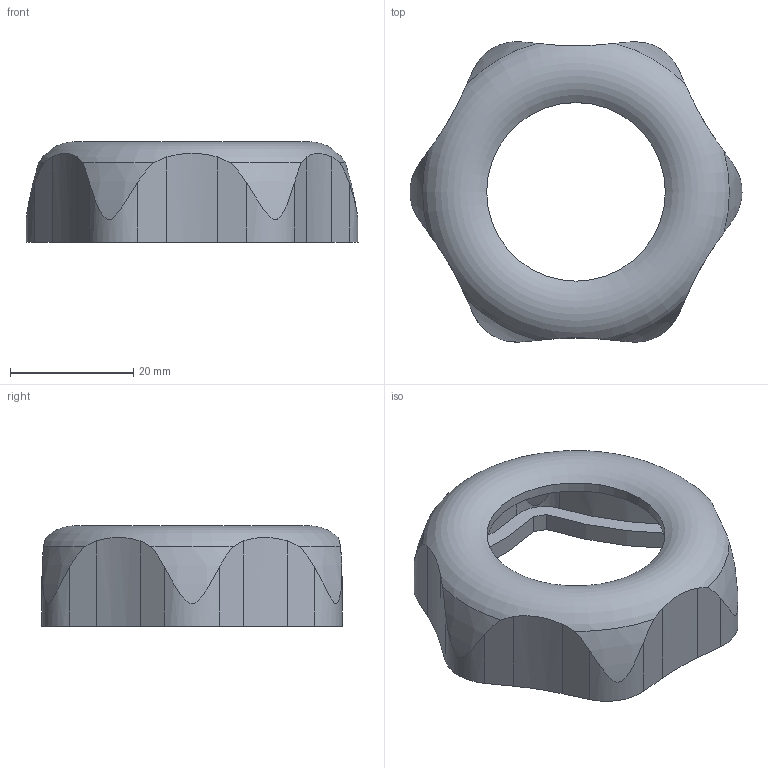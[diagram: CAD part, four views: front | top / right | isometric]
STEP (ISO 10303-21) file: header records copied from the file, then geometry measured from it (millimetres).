
FILE_DESCRIPTION( ( 'STEP AP203' ), '1' );
FILE_NAME( 'VK3050.step', '2022-07-20T06:49:29', ( ' ' ), ( ' ' ), 'XStep 1.0', ' ', ' ' );
FILE_SCHEMA( ( 'CONFIG_CONTROL_DESIGN' ) );
Length unit declared in the file: millimetre
Products named in the file (1): 1
Bounding box: 53.9 x 48.74 x 16.3 mm (x, y, z)
Volume: 7733.4 mm3; surface area: 7804.6 mm2
Topology: 1 solids, 1 shells, 2160 faces, 6398 edges, 4265 vertices
Faces by surface type: plane 2057, cylinder 62, torus 29, cone 6, bspline 6
Full cylindrical faces by diameter (mm): 29 x1
Entity records: 76679 total; most frequent: CARTESIAN_POINT 27248, ORIENTED_EDGE 12768, DIRECTION 6559, EDGE_CURVE 6384, VERTEX_POINT 4257, B_SPLINE_CURVE_WITH_KNOTS 4194, AXIS2_PLACEMENT_3D 2216, EDGE_LOOP 2189
